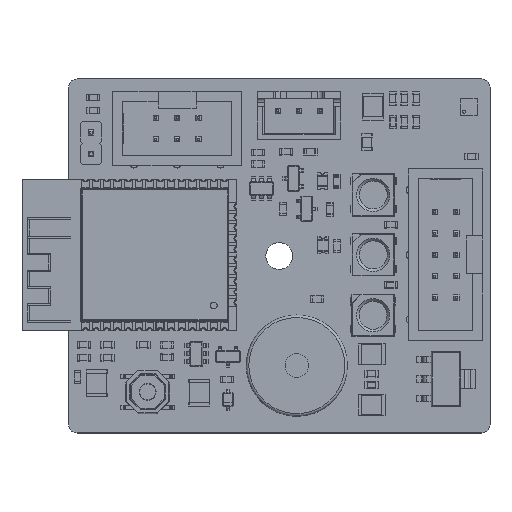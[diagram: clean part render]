
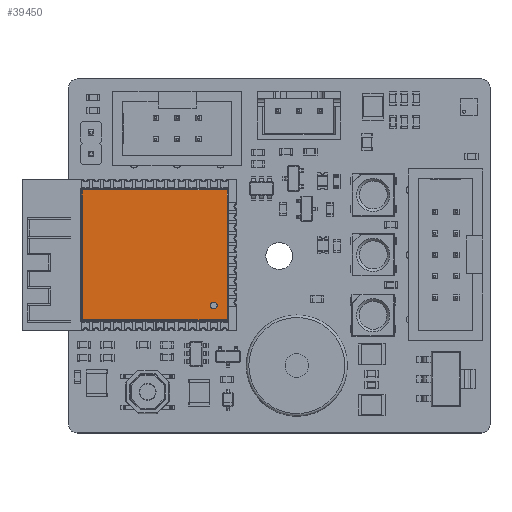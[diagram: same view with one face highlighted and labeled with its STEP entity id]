
A CAD part, top view. The second image highlights one B-rep face of the part: STEP entity #39450.
In plain terms, the highlighted planar face has unit normal (0, 0, 1).
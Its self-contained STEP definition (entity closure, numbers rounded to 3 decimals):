
#39388 = VERTEX_POINT('',#39389);
#39389 = CARTESIAN_POINT('',(-7.7,-8.6,3.1));
#39398 = EDGE_CURVE('',#39388,#39399,#39401,.T.);
#39399 = VERTEX_POINT('',#39400);
#39400 = CARTESIAN_POINT('',(-7.7,8.6,3.1));
#39401 = LINE('',#39402,#39403);
#39402 = CARTESIAN_POINT('',(-7.7,-8.7,3.1));
#39403 = VECTOR('',#39404,1.);
#39404 = DIRECTION('',(0.,1.,0.));
#39450 = ADVANCED_FACE('',(#39451,#39476),#39487,.T.);
#39451 = FACE_BOUND('',#39452,.T.);
#39452 = EDGE_LOOP('',(#39453,#39454,#39462,#39470));
#39453 = ORIENTED_EDGE('',*,*,#39398,.F.);
#39454 = ORIENTED_EDGE('',*,*,#39455,.T.);
#39455 = EDGE_CURVE('',#39388,#39456,#39458,.T.);
#39456 = VERTEX_POINT('',#39457);
#39457 = CARTESIAN_POINT('',(7.7,-8.6,3.1));
#39458 = LINE('',#39459,#39460);
#39459 = CARTESIAN_POINT('',(-7.8,-8.6,3.1));
#39460 = VECTOR('',#39461,1.);
#39461 = DIRECTION('',(1.,0.,0.));
#39462 = ORIENTED_EDGE('',*,*,#39463,.T.);
#39463 = EDGE_CURVE('',#39456,#39464,#39466,.T.);
#39464 = VERTEX_POINT('',#39465);
#39465 = CARTESIAN_POINT('',(7.7,8.6,3.1));
#39466 = LINE('',#39467,#39468);
#39467 = CARTESIAN_POINT('',(7.7,-8.7,3.1));
#39468 = VECTOR('',#39469,1.);
#39469 = DIRECTION('',(0.,1.,0.));
#39470 = ORIENTED_EDGE('',*,*,#39471,.F.);
#39471 = EDGE_CURVE('',#39399,#39464,#39472,.T.);
#39472 = LINE('',#39473,#39474);
#39473 = CARTESIAN_POINT('',(-7.8,8.6,3.1));
#39474 = VECTOR('',#39475,1.);
#39475 = DIRECTION('',(1.,0.,0.));
#39476 = FACE_BOUND('',#39477,.T.);
#39477 = EDGE_LOOP('',(#39478));
#39478 = ORIENTED_EDGE('',*,*,#39479,.F.);
#39479 = EDGE_CURVE('',#39480,#39480,#39482,.T.);
#39480 = VERTEX_POINT('',#39481);
#39481 = CARTESIAN_POINT('',(-5.6,-7.,3.1));
#39482 = CIRCLE('',#39483,0.4);
#39483 = AXIS2_PLACEMENT_3D('',#39484,#39485,#39486);
#39484 = CARTESIAN_POINT('',(-6.,-7.,3.1));
#39485 = DIRECTION('',(0.,0.,1.));
#39486 = DIRECTION('',(1.,0.,-0.));
#39487 = PLANE('',#39488);
#39488 = AXIS2_PLACEMENT_3D('',#39489,#39490,#39491);
#39489 = CARTESIAN_POINT('',(-7.8,-8.7,3.1));
#39490 = DIRECTION('',(0.,0.,1.));
#39491 = DIRECTION('',(1.,0.,-0.));
